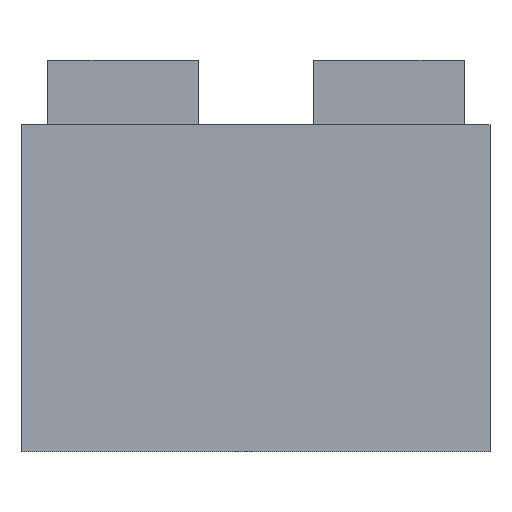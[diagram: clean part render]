
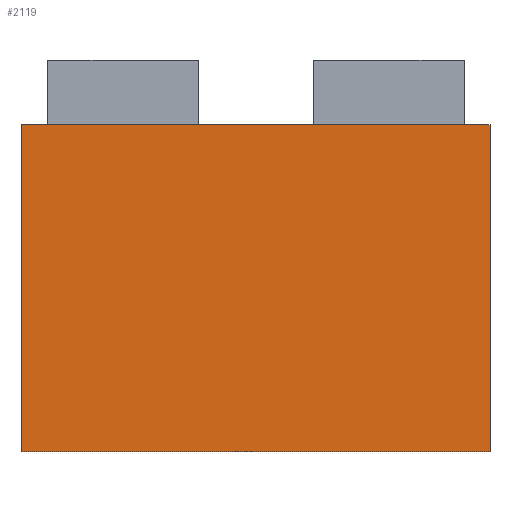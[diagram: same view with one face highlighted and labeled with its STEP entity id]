
A CAD part, front view. The second image highlights one B-rep face of the part: STEP entity #2119.
In plain terms, the highlighted planar face has unit normal (0, -1, 0).
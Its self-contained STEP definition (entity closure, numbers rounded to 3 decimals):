
#163 = AXIS2_PLACEMENT_3D ( 'NONE', #1027, #1534, #1842 ) ;
#225 = ORIENTED_EDGE ( 'NONE', *, *, #1239, .F. ) ;
#457 = CARTESIAN_POINT ( 'NONE',  ( 43.5, 0., 30.4 ) ) ;
#540 = EDGE_LOOP ( 'NONE', ( #1212, #1409, #225, #2137 ) ) ;
#913 = LINE ( 'NONE', #1152, #3021 ) ;
#915 = EDGE_CURVE ( 'NONE', #1022, #3420, #2224, .T. ) ;
#960 = DIRECTION ( 'NONE',  ( 0., 0., -1. ) ) ;
#1022 = VERTEX_POINT ( 'NONE', #457 ) ;
#1027 = CARTESIAN_POINT ( 'NONE',  ( 0., 0., 30.4 ) ) ;
#1044 = VECTOR ( 'NONE', #960, 1000. ) ;
#1152 = CARTESIAN_POINT ( 'NONE',  ( 0., 0., 30.4 ) ) ;
#1212 = ORIENTED_EDGE ( 'NONE', *, *, #2997, .T. ) ;
#1229 = CARTESIAN_POINT ( 'NONE',  ( 0., 0., 0. ) ) ;
#1239 = EDGE_CURVE ( 'NONE', #1619, #1022, #913, .T. ) ;
#1291 = PLANE ( 'NONE',  #163 ) ;
#1409 = ORIENTED_EDGE ( 'NONE', *, *, #915, .F. ) ;
#1473 = DIRECTION ( 'NONE',  ( 1., 0., 0. ) ) ;
#1524 = DIRECTION ( 'NONE',  ( 0., 0., -1. ) ) ;
#1534 = DIRECTION ( 'NONE',  ( 0., 1., 0. ) ) ;
#1584 = VERTEX_POINT ( 'NONE', #3312 ) ;
#1619 = VERTEX_POINT ( 'NONE', #2174 ) ;
#1677 = DIRECTION ( 'NONE',  ( 1., 0., 0. ) ) ;
#1842 = DIRECTION ( 'NONE',  ( 0., 0., 1. ) ) ;
#1996 = EDGE_CURVE ( 'NONE', #1619, #1584, #2072, .T. ) ;
#2016 = LINE ( 'NONE', #1229, #2681 ) ;
#2072 = LINE ( 'NONE', #2926, #1044 ) ;
#2119 = ADVANCED_FACE ( 'NONE', ( #2874 ), #1291, .F. ) ;
#2137 = ORIENTED_EDGE ( 'NONE', *, *, #1996, .T. ) ;
#2174 = CARTESIAN_POINT ( 'NONE',  ( 0., 0., 30.4 ) ) ;
#2224 = LINE ( 'NONE', #2667, #2889 ) ;
#2667 = CARTESIAN_POINT ( 'NONE',  ( 43.5, 0., 30.4 ) ) ;
#2681 = VECTOR ( 'NONE', #1473, 1000. ) ;
#2874 = FACE_OUTER_BOUND ( 'NONE', #540, .T. ) ;
#2889 = VECTOR ( 'NONE', #1524, 1000. ) ;
#2908 = CARTESIAN_POINT ( 'NONE',  ( 43.5, 0., 0. ) ) ;
#2926 = CARTESIAN_POINT ( 'NONE',  ( 0., 0., 30.4 ) ) ;
#2997 = EDGE_CURVE ( 'NONE', #1584, #3420, #2016, .T. ) ;
#3021 = VECTOR ( 'NONE', #1677, 1000. ) ;
#3312 = CARTESIAN_POINT ( 'NONE',  ( 0., 0., 0. ) ) ;
#3420 = VERTEX_POINT ( 'NONE', #2908 ) ;
